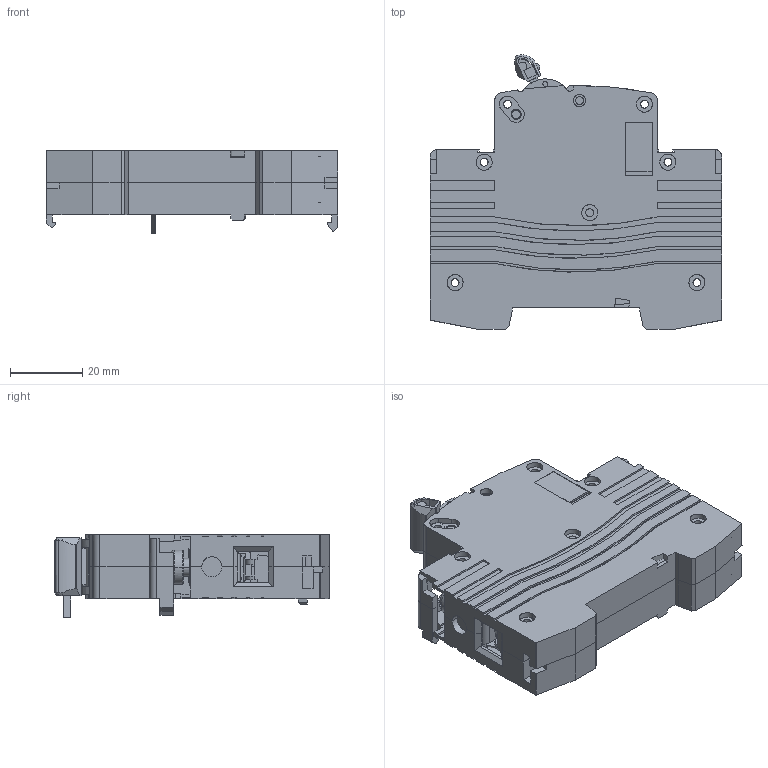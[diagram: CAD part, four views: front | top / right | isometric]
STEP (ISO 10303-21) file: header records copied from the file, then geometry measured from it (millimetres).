
FILE_DESCRIPTION (( 'STEP AP203' ), '1' );
FILE_NAME ('AV-SNT.STEP', '2018-02-14T14:17:36', ( '' ), ( '' ), 'SwSTEP 2.0', 'SolidWorks 2017', '' );
FILE_SCHEMA (( 'CONFIG_CONTROL_DESIGN' ));
Length unit declared in the file: millimetre
Products named in the file (9): AV-SNT; 8YJ.322.4300; _X2_624B67C4_X0_; Jvm16-gㄗ蜇璃ㄘ; _X2_89E65934652F67B6_X0_; 8YJ.233.4301; _X2_63A57EBF87BA9489_X0_; Jvm16-d(蜇璃ㄘ; _X2_5BFC7535724753F3_X0_
Assembly tree (11 placements, depth 2):
  AV-SNT
    _X2_624B67C4_X0_
    _X2_5BFC7535724753F3_X0_  x2
    _X2_89E65934652F67B6_X0_  x2
    _X2_63A57EBF87BA9489_X0_  x2
    Jvm16-d(蜇璃ㄘ
    Jvm16-gㄗ蜇璃ㄘ
    8YJ.233.4301
    8YJ.322.4300
Bounding box: 81 x 76.09 x 22.93 mm (x, y, z)
Volume: 96395.4 mm3; surface area: 55927.2 mm2
Topology: 18 solids, 19 shells, 1748 faces, 4845 edges, 3153 vertices
Faces by surface type: plane 1188, cylinder 464, cone 39, bspline 31, torus 22, sphere 4
Entity records: 55638 total; most frequent: CARTESIAN_POINT 16394, ORIENTED_EDGE 8378, DIRECTION 7263, EDGE_CURVE 4189, VECTOR 3127, LINE 3127, VERTEX_POINT 2746, AXIS2_PLACEMENT_3D 2068
